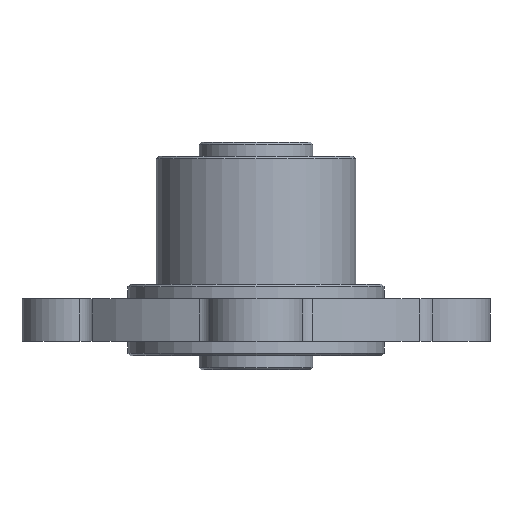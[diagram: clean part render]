
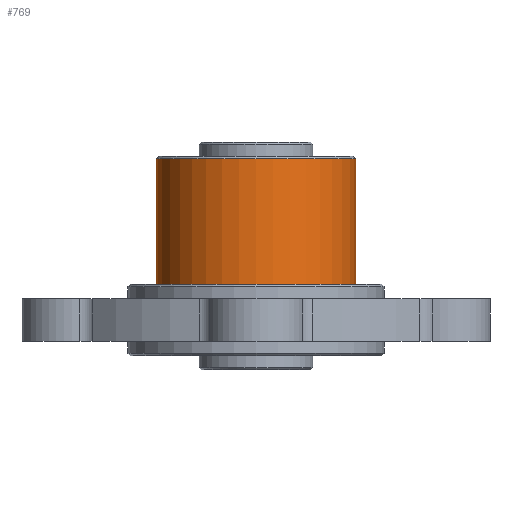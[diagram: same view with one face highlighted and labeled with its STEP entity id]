
A CAD part, left-side view. The second image highlights one B-rep face of the part: STEP entity #769.
In plain terms, the highlighted cylindrical face has radius 11.113 mm (diameter 22.225 mm), a full revolution.
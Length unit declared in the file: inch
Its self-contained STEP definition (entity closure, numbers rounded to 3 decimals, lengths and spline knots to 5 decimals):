
#20 = EDGE_CURVE ( 'NONE', #1292, #1292, #958, .T. ) ;
#121 = EDGE_CURVE ( 'NONE', #456, #456, #1418, .T. ) ;
#153 = DIRECTION ( 'NONE',  ( -1., 0., 0. ) ) ;
#159 = AXIS2_PLACEMENT_3D ( 'NONE', #1239, #522, #153 ) ;
#289 = DIRECTION ( 'NONE',  ( 1., 0., 0. ) ) ;
#292 = DIRECTION ( 'NONE',  ( 0., 0., 1. ) ) ;
#293 = CARTESIAN_POINT ( 'NONE',  ( 1.1525, 1.0269, 0.0625 ) ) ;
#385 = DIRECTION ( 'NONE',  ( 1., 0., 0. ) ) ;
#386 = DIRECTION ( 'NONE',  ( 0., 0., -1. ) ) ;
#389 = CARTESIAN_POINT ( 'NONE',  ( 1.1525, 1.0269, 0.615 ) ) ;
#403 = EDGE_LOOP ( 'NONE', ( #1171 ) ) ;
#448 = CARTESIAN_POINT ( 'NONE',  ( 1.59, 1.0269, 0.0625 ) ) ;
#456 = VERTEX_POINT ( 'NONE', #448 ) ;
#472 = EDGE_LOOP ( 'NONE', ( #1165 ) ) ;
#482 = AXIS2_PLACEMENT_3D ( 'NONE', #293, #292, #289 ) ;
#522 = DIRECTION ( 'NONE',  ( 0., 0., -1. ) ) ;
#576 = CARTESIAN_POINT ( 'NONE',  ( 1.59, 1.0269, 0.615 ) ) ;
#582 = CYLINDRICAL_SURFACE ( 'NONE', #159, 0.4375 ) ;
#618 = AXIS2_PLACEMENT_3D ( 'NONE', #389, #386, #385 ) ;
#631 = FACE_OUTER_BOUND ( 'NONE', #472, .T. ) ;
#769 = ADVANCED_FACE ( 'NONE', ( #631, #1495 ), #582, .T. ) ;
#958 = CIRCLE ( 'NONE', #618, 0.4375 ) ;
#1165 = ORIENTED_EDGE ( 'NONE', *, *, #20, .T. ) ;
#1171 = ORIENTED_EDGE ( 'NONE', *, *, #121, .T. ) ;
#1239 = CARTESIAN_POINT ( 'NONE',  ( 1.1525, 1.0269, 0.625 ) ) ;
#1292 = VERTEX_POINT ( 'NONE', #576 ) ;
#1418 = CIRCLE ( 'NONE', #482, 0.4375 ) ;
#1495 = FACE_OUTER_BOUND ( 'NONE', #403, .T. ) ;
